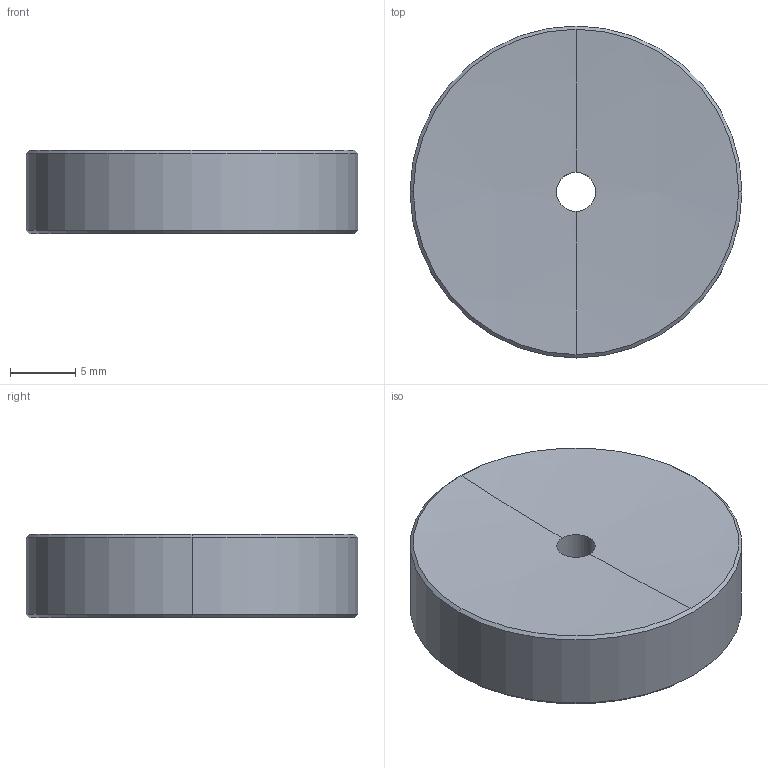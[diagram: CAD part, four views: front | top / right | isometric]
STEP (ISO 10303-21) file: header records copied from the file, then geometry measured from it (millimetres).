
FILE_DESCRIPTION (( 'STEP AP203' ), '1' );
FILE_NAME ('TTN028022-E0W.STEP', '2014-08-14T20:58:00', ( 'admin' ), ( '' ), 'SwSTEP 2.0', 'SolidWorks 2014', '' );
FILE_SCHEMA (( 'CONFIG_CONTROL_DESIGN' ));
Length unit declared in the file: inch
Products named in the file (1): TTN028022-E0W
Bounding box: 25.4 x 25.4 x 6.39 mm (x, y, z)
Volume: 3061.3 mm3; surface area: 1540.8 mm2
Topology: 1 solids, 1 shells, 46 faces, 307 edges, 295 vertices
Faces by surface type: plane 34, cone 6, cylinder 4, sphere 2
Entity records: 5022 total; most frequent: CARTESIAN_POINT 2645, ORIENTED_EDGE 614, EDGE_CURVE 307, VERTEX_POINT 295, DIRECTION 293, LINE 159, VECTOR 159, B_SPLINE_CURVE_WITH_KNOTS 128
